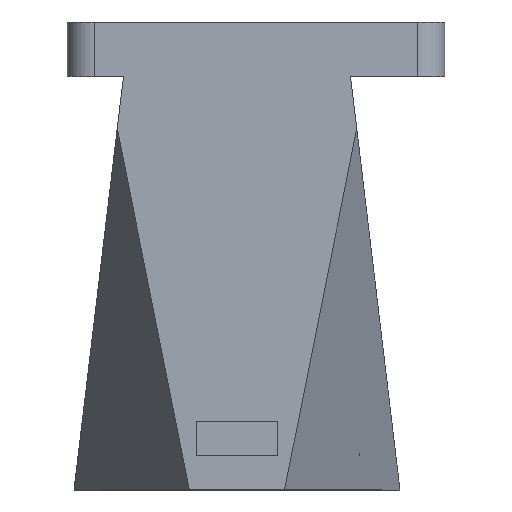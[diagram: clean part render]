
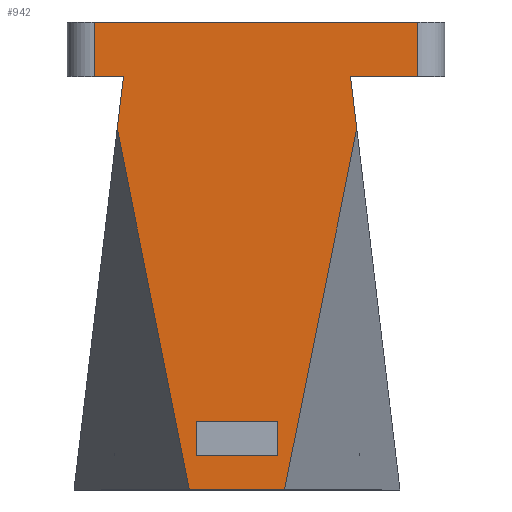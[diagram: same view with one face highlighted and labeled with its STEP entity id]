
A CAD part, top view. The second image highlights one B-rep face of the part: STEP entity #942.
In plain terms, the highlighted planar face has unit normal (0, 0, 1).
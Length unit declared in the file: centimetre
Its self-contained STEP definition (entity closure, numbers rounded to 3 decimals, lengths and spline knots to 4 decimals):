
#25=FACE_BOUND('',#154,.T.);
#54=PLANE('',#1008);
#95=FACE_OUTER_BOUND('',#153,.T.);
#153=EDGE_LOOP('',(#692,#693,#694,#695,#696,#697,#698,#699,#700,#701));
#154=EDGE_LOOP('',(#702,#703,#704,#705));
#229=LINE('',#1367,#321);
#234=LINE('',#1379,#326);
#238=LINE('',#1400,#330);
#241=LINE('',#1407,#333);
#242=LINE('',#1409,#334);
#243=LINE('',#1411,#335);
#244=LINE('',#1413,#336);
#245=LINE('',#1415,#337);
#246=LINE('',#1417,#338);
#247=LINE('',#1418,#339);
#248=LINE('',#1421,#340);
#249=LINE('',#1423,#341);
#250=LINE('',#1425,#342);
#251=LINE('',#1426,#343);
#321=VECTOR('',#1091,1.);
#326=VECTOR('',#1102,1.);
#330=VECTOR('',#1122,1.);
#333=VECTOR('',#1129,1.);
#334=VECTOR('',#1130,1.);
#335=VECTOR('',#1131,1.);
#336=VECTOR('',#1132,1.);
#337=VECTOR('',#1133,1.);
#338=VECTOR('',#1134,1.);
#339=VECTOR('',#1135,1.);
#340=VECTOR('',#1136,1.);
#341=VECTOR('',#1137,1.);
#342=VECTOR('',#1138,1.);
#343=VECTOR('',#1139,1.);
#446=VERTEX_POINT('',#1364);
#447=VERTEX_POINT('',#1366);
#451=VERTEX_POINT('',#1378);
#459=VERTEX_POINT('',#1396);
#462=VERTEX_POINT('',#1406);
#463=VERTEX_POINT('',#1408);
#464=VERTEX_POINT('',#1410);
#465=VERTEX_POINT('',#1412);
#466=VERTEX_POINT('',#1414);
#467=VERTEX_POINT('',#1416);
#468=VERTEX_POINT('',#1419);
#469=VERTEX_POINT('',#1420);
#470=VERTEX_POINT('',#1422);
#471=VERTEX_POINT('',#1424);
#538=EDGE_CURVE('',#446,#447,#229,.T.);
#544=EDGE_CURVE('',#451,#447,#234,.F.);
#555=EDGE_CURVE('',#451,#459,#238,.T.);
#558=EDGE_CURVE('',#462,#446,#241,.F.);
#559=EDGE_CURVE('',#462,#463,#242,.T.);
#560=EDGE_CURVE('',#463,#464,#243,.T.);
#561=EDGE_CURVE('',#464,#465,#244,.T.);
#562=EDGE_CURVE('',#465,#466,#245,.T.);
#563=EDGE_CURVE('',#467,#466,#246,.F.);
#564=EDGE_CURVE('',#459,#467,#247,.F.);
#565=EDGE_CURVE('',#468,#469,#248,.F.);
#566=EDGE_CURVE('',#469,#470,#249,.F.);
#567=EDGE_CURVE('',#470,#471,#250,.F.);
#568=EDGE_CURVE('',#471,#468,#251,.F.);
#692=ORIENTED_EDGE('',*,*,#538,.F.);
#693=ORIENTED_EDGE('',*,*,#558,.F.);
#694=ORIENTED_EDGE('',*,*,#559,.T.);
#695=ORIENTED_EDGE('',*,*,#560,.T.);
#696=ORIENTED_EDGE('',*,*,#561,.T.);
#697=ORIENTED_EDGE('',*,*,#562,.T.);
#698=ORIENTED_EDGE('',*,*,#563,.F.);
#699=ORIENTED_EDGE('',*,*,#564,.F.);
#700=ORIENTED_EDGE('',*,*,#555,.F.);
#701=ORIENTED_EDGE('',*,*,#544,.T.);
#702=ORIENTED_EDGE('',*,*,#565,.T.);
#703=ORIENTED_EDGE('',*,*,#566,.T.);
#704=ORIENTED_EDGE('',*,*,#567,.T.);
#705=ORIENTED_EDGE('',*,*,#568,.T.);
#942=ADVANCED_FACE('',(#95,#25),#54,.T.);
#1008=AXIS2_PLACEMENT_3D('',#1405,#1127,#1128);
#1091=DIRECTION('',(0.,1.,0.));
#1102=DIRECTION('',(1.,0.,0.));
#1122=DIRECTION('',(0.,-1.,0.));
#1127=DIRECTION('center_axis',(0.,0.,1.));
#1128=DIRECTION('ref_axis',(1.,0.,0.));
#1129=DIRECTION('',(1.,0.,0.));
#1130=DIRECTION('',(-0.119,-0.993,0.));
#1131=DIRECTION('',(0.196,-0.981,0.));
#1132=DIRECTION('',(1.,0.,0.));
#1133=DIRECTION('',(0.196,0.981,0.));
#1134=DIRECTION('',(-0.119,0.993,0.));
#1135=DIRECTION('',(1.,0.,0.));
#1136=DIRECTION('',(1.,0.,0.));
#1137=DIRECTION('',(0.,-1.,0.));
#1138=DIRECTION('',(-1.,0.,0.));
#1139=DIRECTION('',(0.,1.,0.));
#1364=CARTESIAN_POINT('',(-2.1502,0.5731,1.8441));
#1366=CARTESIAN_POINT('',(-2.1502,0.9731,1.8441));
#1367=CARTESIAN_POINT('',(-2.1502,-1.2694,1.8441));
#1378=CARTESIAN_POINT('',(0.2298,0.9731,1.8441));
#1379=CARTESIAN_POINT('',(-1.1002,0.9731,1.8441));
#1396=CARTESIAN_POINT('',(0.2298,0.5731,1.8441));
#1400=CARTESIAN_POINT('',(0.2298,-1.2694,1.8441));
#1405=CARTESIAN_POINT('Origin',(-1.1002,-2.4694,1.8441));
#1406=CARTESIAN_POINT('',(-1.9357,0.5731,1.8441));
#1407=CARTESIAN_POINT('',(-1.1202,0.5731,1.8441));
#1408=CARTESIAN_POINT('',(-1.9819,0.187,1.8441));
#1409=CARTESIAN_POINT('',(-2.1417,-1.1486,1.8441));
#1410=CARTESIAN_POINT('',(-1.4506,-2.4694,1.8441));
#1411=CARTESIAN_POINT('',(-1.6948,-1.2483,1.8441));
#1412=CARTESIAN_POINT('',(-0.7498,-2.4694,1.8441));
#1413=CARTESIAN_POINT('',(-1.1002,-2.4694,1.8441));
#1414=CARTESIAN_POINT('',(-0.2185,0.187,1.8441));
#1415=CARTESIAN_POINT('',(-0.5056,-1.2483,1.8441));
#1416=CARTESIAN_POINT('',(-0.2647,0.5731,1.8441));
#1417=CARTESIAN_POINT('',(-0.0587,-1.1486,1.8441));
#1418=CARTESIAN_POINT('',(-1.1202,0.5731,1.8441));
#1419=CARTESIAN_POINT('',(-0.8002,-2.2194,1.8441));
#1420=CARTESIAN_POINT('',(-1.4002,-2.2194,1.8441));
#1421=CARTESIAN_POINT('',(-1.1002,-2.2194,1.8441));
#1422=CARTESIAN_POINT('',(-1.4002,-1.9694,1.8441));
#1423=CARTESIAN_POINT('',(-1.4002,-2.2944,1.8441));
#1424=CARTESIAN_POINT('',(-0.8002,-1.9694,1.8441));
#1425=CARTESIAN_POINT('',(-1.1002,-1.9694,1.8441));
#1426=CARTESIAN_POINT('',(-0.8002,-2.2944,1.8441));
